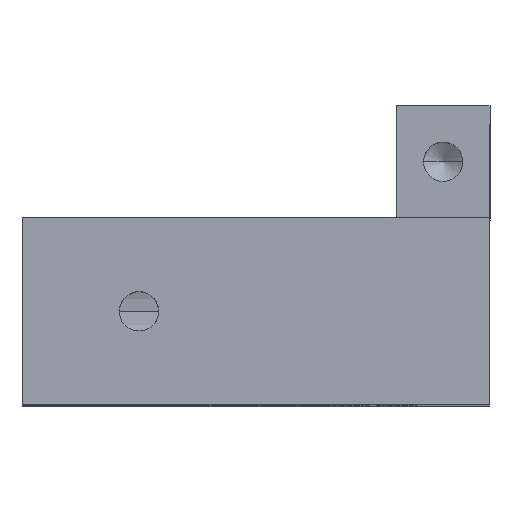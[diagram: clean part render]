
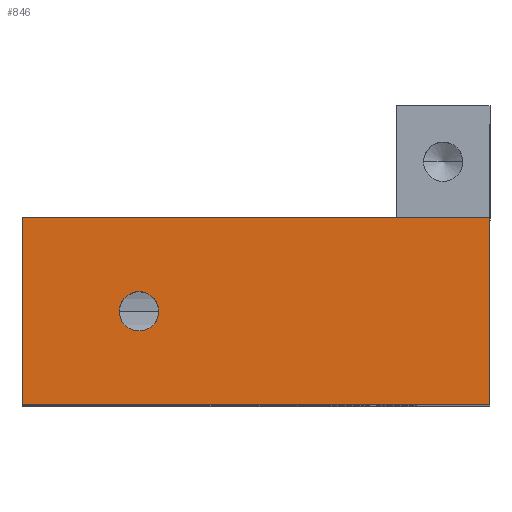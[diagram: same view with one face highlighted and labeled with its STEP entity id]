
A CAD part, top view. The second image highlights one B-rep face of the part: STEP entity #846.
In plain terms, the highlighted planar face has unit normal (0, 0, 1).
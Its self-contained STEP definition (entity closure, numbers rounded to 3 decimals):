
#37 = CARTESIAN_POINT ( 'NONE',  ( -122.6, 16.787, 45. ) ) ;
#104 = CARTESIAN_POINT ( 'NONE',  ( -83., 6.787, 45. ) ) ;
#182 = DIRECTION ( 'NONE',  ( 0., 0., 1. ) ) ;
#189 = CIRCLE ( 'NONE', #1913, 2.1 ) ;
#225 = ORIENTED_EDGE ( 'NONE', *, *, #573, .T. ) ;
#238 = CARTESIAN_POINT ( 'NONE',  ( -133., 26.787, 45. ) ) ;
#277 = DIRECTION ( 'NONE',  ( 0., 0., 1. ) ) ;
#289 = CARTESIAN_POINT ( 'NONE',  ( -120.5, 16.787, 45. ) ) ;
#295 = VERTEX_POINT ( 'NONE', #1125 ) ;
#319 = VECTOR ( 'NONE', #337, 1000. ) ;
#337 = DIRECTION ( 'NONE',  ( 0., 1., 0. ) ) ;
#491 = CARTESIAN_POINT ( 'NONE',  ( -83., 26.787, 45. ) ) ;
#519 = PLANE ( 'NONE',  #986 ) ;
#573 = EDGE_CURVE ( 'NONE', #1929, #2038, #1395, .T. ) ;
#643 = CARTESIAN_POINT ( 'NONE',  ( -118.4, 16.787, 45. ) ) ;
#664 = EDGE_CURVE ( 'NONE', #1862, #1086, #189, .T. ) ;
#684 = FACE_OUTER_BOUND ( 'NONE', #1794, .T. ) ;
#702 = VECTOR ( 'NONE', #1130, 1000. ) ;
#739 = DIRECTION ( 'NONE',  ( 1., 0., 0. ) ) ;
#761 = ORIENTED_EDGE ( 'NONE', *, *, #1173, .T. ) ;
#814 = ORIENTED_EDGE ( 'NONE', *, *, #664, .F. ) ;
#841 = DIRECTION ( 'NONE',  ( 1., 0., 0. ) ) ;
#846 = ADVANCED_FACE ( 'NONE', ( #1655, #684 ), #519, .T. ) ;
#847 = LINE ( 'NONE', #491, #951 ) ;
#899 = VERTEX_POINT ( 'NONE', #1888 ) ;
#951 = VECTOR ( 'NONE', #1629, 1000. ) ;
#986 = AXIS2_PLACEMENT_3D ( 'NONE', #1150, #182, #841 ) ;
#1025 = EDGE_CURVE ( 'NONE', #2038, #295, #1622, .T. ) ;
#1086 = VERTEX_POINT ( 'NONE', #643 ) ;
#1091 = DIRECTION ( 'NONE',  ( 0., 0., 1. ) ) ;
#1093 = EDGE_CURVE ( 'NONE', #1086, #1862, #1945, .T. ) ;
#1125 = CARTESIAN_POINT ( 'NONE',  ( -83., 6.787, 45. ) ) ;
#1130 = DIRECTION ( 'NONE',  ( 1., 0., 0. ) ) ;
#1150 = CARTESIAN_POINT ( 'NONE',  ( 0., 0., 45. ) ) ;
#1173 = EDGE_CURVE ( 'NONE', #295, #899, #1820, .T. ) ;
#1224 = ORIENTED_EDGE ( 'NONE', *, *, #1025, .T. ) ;
#1247 = CARTESIAN_POINT ( 'NONE',  ( -133., 6.787, 45. ) ) ;
#1265 = DIRECTION ( 'NONE',  ( 1., 0., 0. ) ) ;
#1337 = CARTESIAN_POINT ( 'NONE',  ( -83., 6.787, 45. ) ) ;
#1395 = LINE ( 'NONE', #1247, #1496 ) ;
#1458 = CARTESIAN_POINT ( 'NONE',  ( -133., 6.787, 45. ) ) ;
#1478 = ORIENTED_EDGE ( 'NONE', *, *, #1093, .F. ) ;
#1490 = EDGE_CURVE ( 'NONE', #899, #1929, #847, .T. ) ;
#1496 = VECTOR ( 'NONE', #1735, 1000. ) ;
#1622 = LINE ( 'NONE', #104, #702 ) ;
#1629 = DIRECTION ( 'NONE',  ( -1., 0., 0. ) ) ;
#1655 = FACE_BOUND ( 'NONE', #1755, .T. ) ;
#1703 = AXIS2_PLACEMENT_3D ( 'NONE', #289, #277, #1265 ) ;
#1735 = DIRECTION ( 'NONE',  ( 0., -1., 0. ) ) ;
#1755 = EDGE_LOOP ( 'NONE', ( #1478, #814 ) ) ;
#1794 = EDGE_LOOP ( 'NONE', ( #761, #2132, #225, #1224 ) ) ;
#1820 = LINE ( 'NONE', #1337, #319 ) ;
#1862 = VERTEX_POINT ( 'NONE', #37 ) ;
#1888 = CARTESIAN_POINT ( 'NONE',  ( -83., 26.787, 45. ) ) ;
#1913 = AXIS2_PLACEMENT_3D ( 'NONE', #2066, #1091, #739 ) ;
#1929 = VERTEX_POINT ( 'NONE', #238 ) ;
#1945 = CIRCLE ( 'NONE', #1703, 2.1 ) ;
#2038 = VERTEX_POINT ( 'NONE', #1458 ) ;
#2066 = CARTESIAN_POINT ( 'NONE',  ( -120.5, 16.787, 45. ) ) ;
#2132 = ORIENTED_EDGE ( 'NONE', *, *, #1490, .T. ) ;
